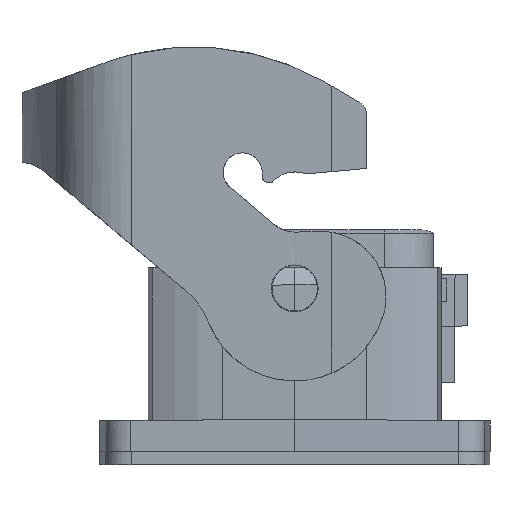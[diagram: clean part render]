
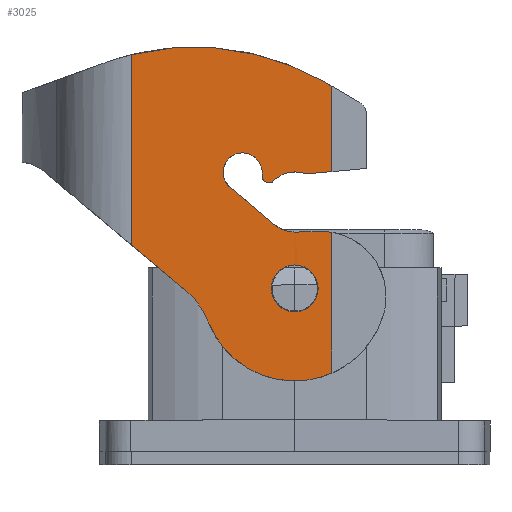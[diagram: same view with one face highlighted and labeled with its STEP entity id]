
A CAD part, left-side view. The second image highlights one B-rep face of the part: STEP entity #3025.
In plain terms, the highlighted planar face has unit normal (-1, 0.009, 0).
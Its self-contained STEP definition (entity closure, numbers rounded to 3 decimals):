
#2693=FACE_BOUND('',#4200,.T.);
#2694=FACE_BOUND('',#4201,.T.);
#2872=ELLIPSE('',#12685,14.225,14.224);
#2880=ELLIPSE('',#12695,12.,12.);
#2886=ELLIPSE('',#12714,3.6,3.6);
#2890=ELLIPSE('',#12721,40.002,40.);
#2896=ELLIPSE('',#12728,10.,10.);
#2897=ELLIPSE('',#12729,4.75,4.75);
#2898=ELLIPSE('',#12730,3.,3.);
#2899=ELLIPSE('',#12731,1.,1.);
#2900=ELLIPSE('',#12732,4.5,4.5);
#3025=ADVANCED_FACE('',(#2693,#2694),#3462,.T.);
#3462=PLANE('',#12733);
#4200=EDGE_LOOP('',(#4818,#4819,#4820,#4821,#4822,#4823,#4824,#4825,#4826,
#4827,#4828,#4829,#4830,#4831,#4832,#4833,#4834));
#4201=EDGE_LOOP('',(#4835));
#4818=ORIENTED_EDGE('',*,*,#8007,.T.);
#4819=ORIENTED_EDGE('',*,*,#7925,.T.);
#4820=ORIENTED_EDGE('',*,*,#7942,.T.);
#4821=ORIENTED_EDGE('',*,*,#7920,.T.);
#4822=ORIENTED_EDGE('',*,*,#8008,.T.);
#4823=ORIENTED_EDGE('',*,*,#8009,.T.);
#4824=ORIENTED_EDGE('',*,*,#8010,.T.);
#4825=ORIENTED_EDGE('',*,*,#8011,.T.);
#4826=ORIENTED_EDGE('',*,*,#8012,.T.);
#4827=ORIENTED_EDGE('',*,*,#8013,.T.);
#4828=ORIENTED_EDGE('',*,*,#8014,.T.);
#4829=ORIENTED_EDGE('',*,*,#8015,.T.);
#4830=ORIENTED_EDGE('',*,*,#8016,.T.);
#4831=ORIENTED_EDGE('',*,*,#8017,.T.);
#4832=ORIENTED_EDGE('',*,*,#8018,.T.);
#4833=ORIENTED_EDGE('',*,*,#8019,.F.);
#4834=ORIENTED_EDGE('',*,*,#7997,.F.);
#4835=ORIENTED_EDGE('',*,*,#7990,.F.);
#7119=VERTEX_POINT('',#16218);
#7120=VERTEX_POINT('',#16220);
#7123=VERTEX_POINT('',#16228);
#7124=VERTEX_POINT('',#16230);
#7176=VERTEX_POINT('',#16362);
#7181=VERTEX_POINT('',#16388);
#7182=VERTEX_POINT('',#16390);
#7191=VERTEX_POINT('',#16414);
#7192=VERTEX_POINT('',#16416);
#7193=VERTEX_POINT('',#16418);
#7194=VERTEX_POINT('',#16420);
#7195=VERTEX_POINT('',#16422);
#7196=VERTEX_POINT('',#16424);
#7197=VERTEX_POINT('',#16426);
#7198=VERTEX_POINT('',#16428);
#7199=VERTEX_POINT('',#16430);
#7200=VERTEX_POINT('',#16432);
#7201=VERTEX_POINT('',#16434);
#7920=EDGE_CURVE('',#7120,#7119,#2872,.T.);
#7925=EDGE_CURVE('',#7124,#7123,#10004,.T.);
#7942=EDGE_CURVE('',#7123,#7120,#2880,.T.);
#7990=EDGE_CURVE('',#7176,#7176,#2886,.T.);
#7997=EDGE_CURVE('',#7181,#7182,#2890,.T.);
#8007=EDGE_CURVE('',#7181,#7124,#10053,.T.);
#8008=EDGE_CURVE('',#7119,#7191,#10054,.T.);
#8009=EDGE_CURVE('',#7191,#7192,#2896,.T.);
#8010=EDGE_CURVE('',#7192,#7193,#10055,.T.);
#8011=EDGE_CURVE('',#7193,#7194,#2897,.T.);
#8012=EDGE_CURVE('',#7194,#7195,#10056,.T.);
#8013=EDGE_CURVE('',#7195,#7196,#2898,.T.);
#8014=EDGE_CURVE('',#7196,#7197,#10057,.T.);
#8015=EDGE_CURVE('',#7197,#7198,#2899,.T.);
#8016=EDGE_CURVE('',#7198,#7199,#2900,.T.);
#8017=EDGE_CURVE('',#7199,#7200,#10058,.T.);
#8018=EDGE_CURVE('',#7200,#7201,#10059,.T.);
#8019=EDGE_CURVE('',#7182,#7201,#10060,.T.);
#10004=LINE('',#16229,#11015);
#10053=LINE('',#16412,#11064);
#10054=LINE('',#16413,#11065);
#10055=LINE('',#16417,#11066);
#10056=LINE('',#16421,#11067);
#10057=LINE('',#16425,#11068);
#10058=LINE('',#16431,#11069);
#10059=LINE('',#16433,#11070);
#10060=LINE('',#16435,#11071);
#11015=VECTOR('',#13633,1.);
#11064=VECTOR('',#13764,1.);
#11065=VECTOR('',#13765,1.);
#11066=VECTOR('',#13768,1.);
#11067=VECTOR('',#13771,1.);
#11068=VECTOR('',#13774,1.);
#11069=VECTOR('',#13779,1.);
#11070=VECTOR('',#13780,1.);
#11071=VECTOR('',#13781,1.);
#12685=AXIS2_PLACEMENT_3D('',#16219,#13625,#13626);
#12695=AXIS2_PLACEMENT_3D('',#16268,#13657,#13658);
#12714=AXIS2_PLACEMENT_3D('',#16361,#13732,#13733);
#12721=AXIS2_PLACEMENT_3D('',#16389,#13747,#13748);
#12728=AXIS2_PLACEMENT_3D('',#16415,#13766,#13767);
#12729=AXIS2_PLACEMENT_3D('',#16419,#13769,#13770);
#12730=AXIS2_PLACEMENT_3D('',#16423,#13772,#13773);
#12731=AXIS2_PLACEMENT_3D('',#16427,#13775,#13776);
#12732=AXIS2_PLACEMENT_3D('',#16429,#13777,#13778);
#12733=AXIS2_PLACEMENT_3D('',#16436,#13782,#13783);
#13625=DIRECTION('',(-1.,0.009,0.));
#13626=DIRECTION('',(0.009,1.,0.));
#13633=DIRECTION('',(-0.007,-0.766,-0.643));
#13657=DIRECTION('',(1.,-0.009,0.));
#13658=DIRECTION('',(0.009,1.,0.));
#13732=DIRECTION('',(-1.,0.009,0.));
#13733=DIRECTION('',(0.009,1.,0.));
#13747=DIRECTION('',(1.,-0.009,0.));
#13748=DIRECTION('',(0.009,1.,0.));
#13764=DIRECTION('',(0.,0.,-1.));
#13765=DIRECTION('',(0.,0.,1.));
#13766=DIRECTION('',(-1.,0.009,0.));
#13767=DIRECTION('',(0.009,1.,0.));
#13768=DIRECTION('',(0.009,1.,-0.027));
#13769=DIRECTION('',(1.,-0.009,0.));
#13770=DIRECTION('',(0.009,1.,0.));
#13771=DIRECTION('',(0.007,0.766,0.643));
#13772=DIRECTION('',(1.,-0.009,0.));
#13773=DIRECTION('',(0.009,1.,0.));
#13774=DIRECTION('',(0.,-0.034,-0.999));
#13775=DIRECTION('',(-1.,0.009,0.));
#13776=DIRECTION('',(0.009,1.,0.));
#13777=DIRECTION('',(1.,-0.009,0.));
#13778=DIRECTION('',(0.009,1.,0.));
#13779=DIRECTION('',(-0.009,-0.996,0.087));
#13780=DIRECTION('',(0.,0.,1.));
#13781=DIRECTION('',(-0.008,-0.866,-0.5));
#13782=DIRECTION('',(-1.,0.009,0.));
#13783=DIRECTION('',(-0.009,-1.,0.));
#16218=CARTESIAN_POINT('',(-53.75,-5.729,-10.87));
#16219=CARTESIAN_POINT('',(-53.7,0.,2.15));
#16220=CARTESIAN_POINT('',(-53.584,13.254,-3.014));
#16228=CARTESIAN_POINT('',(-53.554,16.722,1.822));
#16229=CARTESIAN_POINT('',(-53.362,38.784,20.334));
#16230=CARTESIAN_POINT('',(-53.481,25.088,8.842));
#16268=CARTESIAN_POINT('',(-53.487,24.435,-7.371));
#16361=CARTESIAN_POINT('',(-53.7,0.,2.15));
#16362=CARTESIAN_POINT('',(-53.669,3.6,2.15));
#16388=CARTESIAN_POINT('',(-53.481,25.088,38.066));
#16389=CARTESIAN_POINT('',(-53.565,15.464,-0.759));
#16390=CARTESIAN_POINT('',(-53.74,-4.536,33.882));
#16412=CARTESIAN_POINT('',(-53.481,25.088,47.15));
#16413=CARTESIAN_POINT('',(-53.75,-5.729,19.978));
#16414=CARTESIAN_POINT('',(-53.75,-5.729,10.76));
#16415=CARTESIAN_POINT('',(-53.735,-4.037,0.904));
#16416=CARTESIAN_POINT('',(-53.733,-3.765,10.901));
#16417=CARTESIAN_POINT('',(-53.733,-3.765,10.901));
#16418=CARTESIAN_POINT('',(-53.701,-0.129,10.802));
#16419=CARTESIAN_POINT('',(-53.7,0.,15.55));
#16420=CARTESIAN_POINT('',(-53.673,3.053,11.911));
#16421=CARTESIAN_POINT('',(-53.673,3.053,11.911));
#16422=CARTESIAN_POINT('',(-53.613,9.928,17.68));
#16423=CARTESIAN_POINT('',(-53.63,8.,19.978));
#16424=CARTESIAN_POINT('',(-53.656,5.002,20.081));
#16425=CARTESIAN_POINT('',(-53.656,5.002,20.081));
#16426=CARTESIAN_POINT('',(-53.657,4.976,19.316));
#16427=CARTESIAN_POINT('',(-53.665,3.976,19.35));
#16428=CARTESIAN_POINT('',(-53.672,3.253,18.659));
#16429=CARTESIAN_POINT('',(-53.7,0.,15.55));
#16430=CARTESIAN_POINT('',(-53.714,-1.636,19.742));
#16431=CARTESIAN_POINT('',(-53.715,-1.75,19.752));
#16432=CARTESIAN_POINT('',(-53.75,-5.729,20.1));
#16433=CARTESIAN_POINT('',(-53.75,-5.729,19.978));
#16434=CARTESIAN_POINT('',(-53.75,-5.729,33.193));
#16435=CARTESIAN_POINT('',(-53.751,-5.889,33.101));
#16436=CARTESIAN_POINT('',(-53.822,-14.,47.15));
